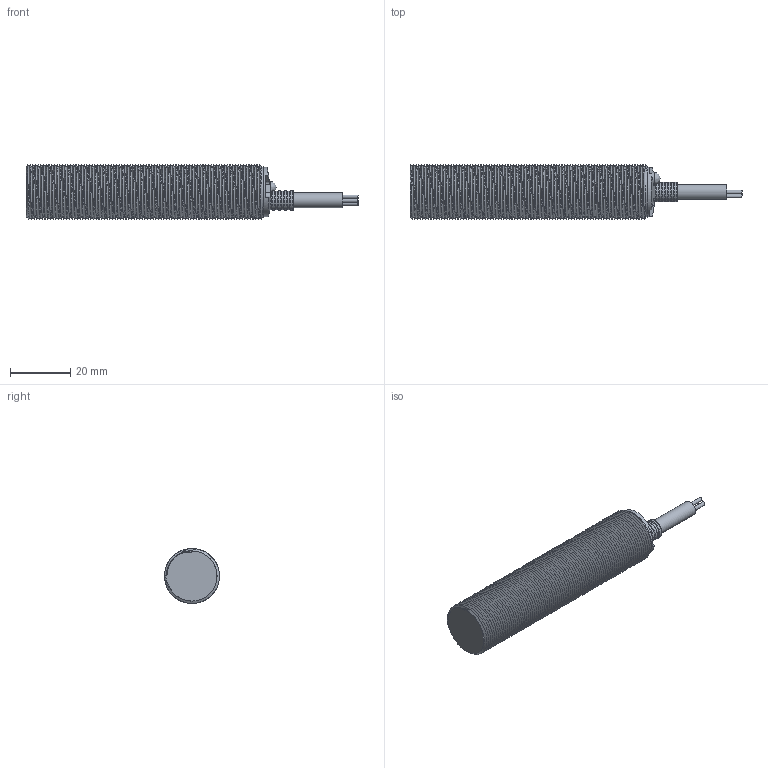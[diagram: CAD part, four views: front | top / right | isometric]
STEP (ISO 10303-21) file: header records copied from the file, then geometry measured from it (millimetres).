
FILE_DESCRIPTION(('FreeCAD Model'),'2;1');
FILE_NAME('FCM1-1805X-X3LX.stp','2021-12-07T14:23:20',( 'Author'),(''),'Open CASCADE STEP processor 7.3','FreeCAD','Unknown' );
FILE_SCHEMA(('AUTOMOTIVE_DESIGN { 1 0 10303 214 1 1 1 1 }'));
Length unit declared in the file: millimetre
Products named in the file (1): FCM1-1805X-X3LX
Bounding box: 110.61 x 18.26 x 18.26 mm (x, y, z)
Surface area: 14022.2 mm2 (no closed solid volume)
Topology: 0 solids, 19 shells, 158 faces, 1211 edges, 3379 vertices
Faces by surface type: bspline 158
Entity records: 33004 total; most frequent: CARTESIAN_POINT 24205, B_SPLINE_CURVE_WITH_KNOTS 838, GEOMETRIC_CURVE_SET 797, ORIENTED_EDGE 796, TRIMMED_CURVE 796, PCURVE 794, DEFINITIONAL_REPRESENTATION 794, DIRECTION 418
